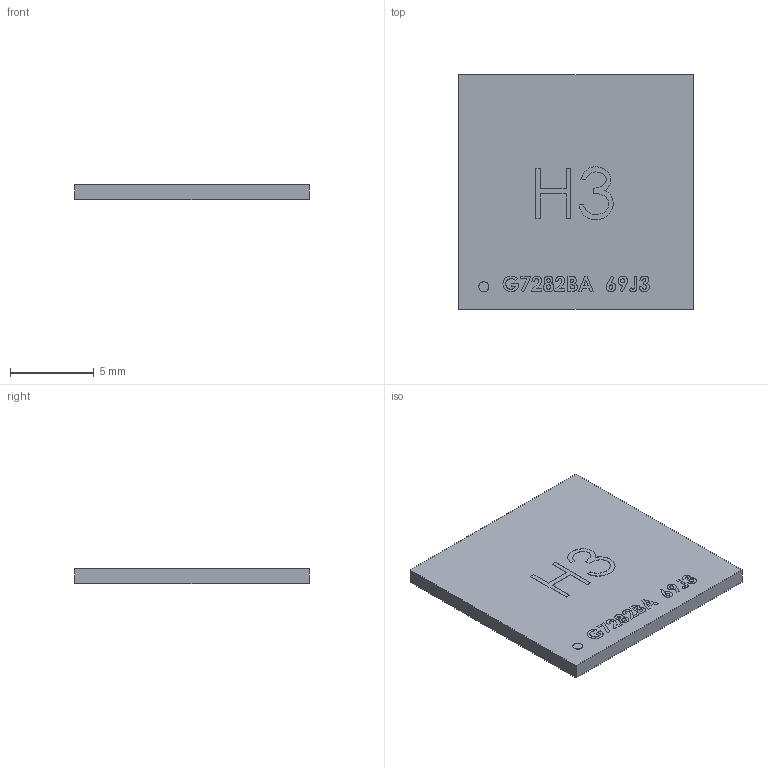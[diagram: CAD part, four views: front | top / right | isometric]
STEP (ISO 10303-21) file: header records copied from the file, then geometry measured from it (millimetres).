
FILE_DESCRIPTION (( 'STEP AP214' ), '1' );
FILE_NAME ('ALLWINNER_H3.STEP', '2022-09-11T20:21:34', ( '' ), ( '' ), 'SwSTEP 2.0', 'SolidWorks 2020', '' );
FILE_SCHEMA (( 'AUTOMOTIVE_DESIGN' ));
Length unit declared in the file: millimetre
Products named in the file (1): ALLWINNER_H3
Bounding box: 14 x 14 x 0.9 mm (x, y, z)
Volume: 174.5 mm3; surface area: 457.9 mm2
Topology: 15 solids, 15 shells, 204 faces, 522 edges, 348 vertices
Faces by surface type: plane 108, bspline 94, cylinder 2
Entity records: 11066 total; most frequent: CARTESIAN_POINT 6561, ORIENTED_EDGE 1044, DIRECTION 560, EDGE_CURVE 522, VERTEX_POINT 348, VECTOR 330, LINE 330, EDGE_LOOP 218
